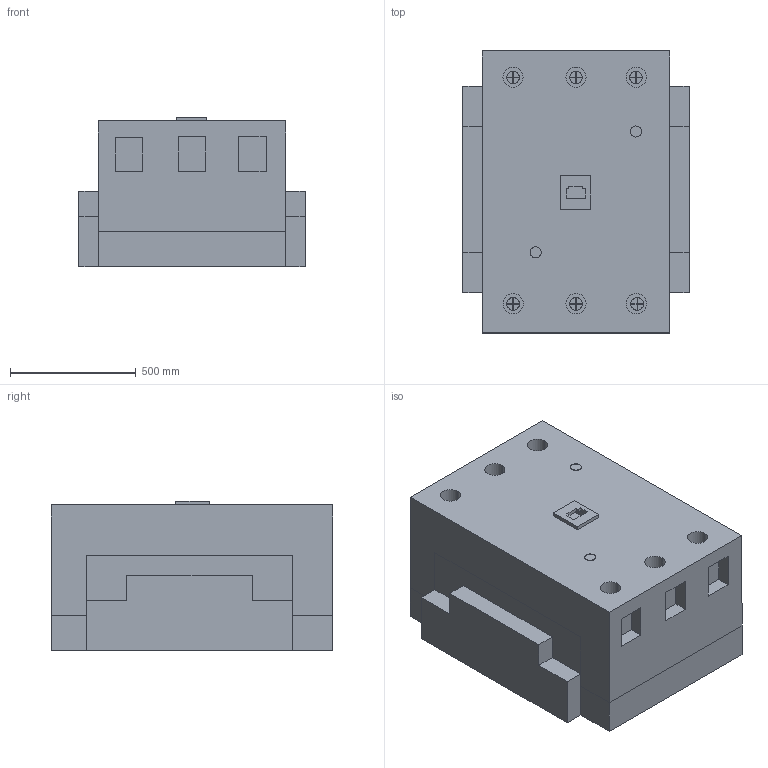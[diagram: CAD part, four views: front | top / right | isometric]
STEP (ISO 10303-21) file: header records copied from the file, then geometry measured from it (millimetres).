
FILE_DESCRIPTION(/* description */ (''),/* implementation_level */ '2;1');
FILE_NAME(/* name */ '416261 v1.step',/* time_stamp */ '2018-06-19T23:23:32+03:00',/* author */ (''),/* organization */ (''),/* preprocessor_version */ 'ST-DEVELOPER v17',/* originating_system */ 'Autodesk Translation Framework v7.1.0.215',/* authorisation */ '');
FILE_SCHEMA (('AUTOMOTIVE_DESIGN { 1 0 10303 214 3 1 1 }'));
Length unit declared in the file: millimetre
Products named in the file (1): 416261
Bounding box: 898.74 x 1120 x 595 mm (x, y, z)
Volume: 476048646.3 mm3; surface area: 7868562.7 mm2
Topology: 13 solids, 13 shells, 215 faces, 528 edges, 352 vertices
Faces by surface type: plane 187, cylinder 28
Entity records: 6331 total; most frequent: CARTESIAN_POINT 1096, DIRECTION 1064, ORIENTED_EDGE 1056, EDGE_CURVE 528, LINE 424, VECTOR 424, VERTEX_POINT 352, AXIS2_PLACEMENT_3D 320
